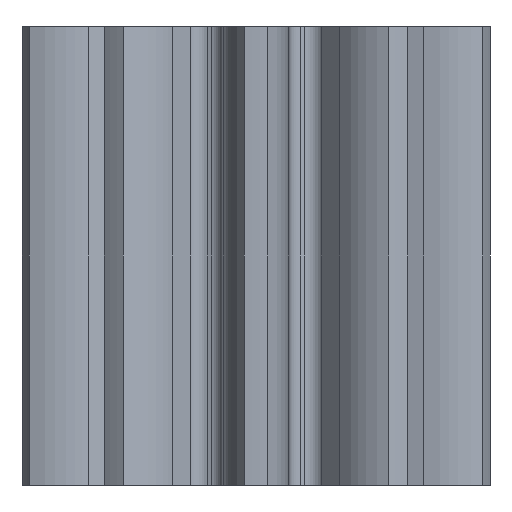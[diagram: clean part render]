
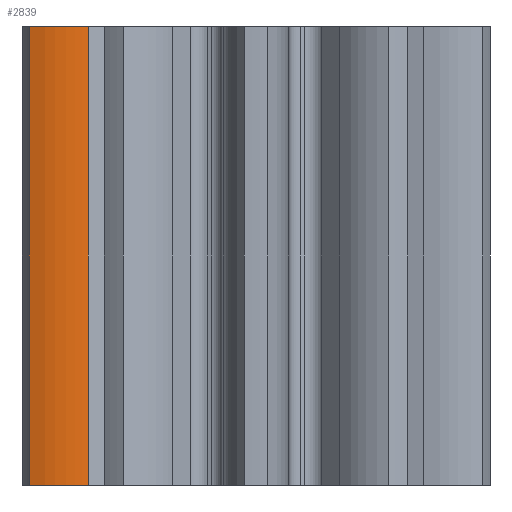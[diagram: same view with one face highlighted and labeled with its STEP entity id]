
A CAD part, front view. The second image highlights one B-rep face of the part: STEP entity #2839.
In plain terms, the highlighted free-form (B-spline) face has degree [3, 1] with [5, 2] control points.
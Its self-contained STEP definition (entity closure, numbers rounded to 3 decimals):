
#291 = CARTESIAN_POINT ( 'NONE',  ( -891.066, 8.824, 0. ) ) ;
#299 = CARTESIAN_POINT ( 'NONE',  ( -891.066, 8.824, 9. ) ) ;
#300 = CARTESIAN_POINT ( 'NONE',  ( -890.871, 8.753, 9. ) ) ;
#304 = CARTESIAN_POINT ( 'NONE',  ( -890.871, 8.753, 0. ) ) ;
#305 = CARTESIAN_POINT ( 'NONE',  ( -890.48, 8.674, 9. ) ) ;
#306 = CARTESIAN_POINT ( 'NONE',  ( -890.088, 8.725, 9. ) ) ;
#307 = CARTESIAN_POINT ( 'NONE',  ( -889.911, 8.773, 9. ) ) ;
#308 = CARTESIAN_POINT ( 'NONE',  ( -889.911, 8.773, 9. ) ) ;
#309 = DIRECTION ( 'NONE',  ( 0., 0., -1. ) ) ;
#321 = CARTESIAN_POINT ( 'NONE',  ( -891.066, 8.824, 9. ) ) ;
#323 = CARTESIAN_POINT ( 'NONE',  ( -890.48, 8.674, 0. ) ) ;
#324 = CARTESIAN_POINT ( 'NONE',  ( -890.088, 8.725, 0. ) ) ;
#325 = CARTESIAN_POINT ( 'NONE',  ( -889.911, 8.773, 0. ) ) ;
#326 = DIRECTION ( 'NONE',  ( 0., 0., -1. ) ) ;
#462 = CARTESIAN_POINT ( 'NONE',  ( -891.066, 8.824, 0. ) ) ;
#464 = CARTESIAN_POINT ( 'NONE',  ( -891.066, 8.824, 9. ) ) ;
#466 = CARTESIAN_POINT ( 'NONE',  ( -890.871, 8.753, 9. ) ) ;
#467 = CARTESIAN_POINT ( 'NONE',  ( -890.871, 8.753, 0. ) ) ;
#468 = CARTESIAN_POINT ( 'NONE',  ( -890.48, 8.674, 9. ) ) ;
#469 = CARTESIAN_POINT ( 'NONE',  ( -890.48, 8.674, 0. ) ) ;
#470 = CARTESIAN_POINT ( 'NONE',  ( -890.088, 8.725, 9. ) ) ;
#471 = CARTESIAN_POINT ( 'NONE',  ( -890.088, 8.725, 0. ) ) ;
#472 = CARTESIAN_POINT ( 'NONE',  ( -889.911, 8.773, 9. ) ) ;
#473 = CARTESIAN_POINT ( 'NONE',  ( -889.911, 8.773, 0. ) ) ;
#762 = B_SPLINE_CURVE_WITH_KNOTS ( 'NONE', 3,
 ( #299, #300, #305, #306, #307 ),
 .UNSPECIFIED., .F., .F.,
 ( 4, 1, 4 ),
 ( 0., 11.811, 22.208 ),
 .UNSPECIFIED. ) ;
#764 = B_SPLINE_CURVE_WITH_KNOTS ( 'NONE', 3,
 ( #291, #304, #323, #324, #325 ),
 .UNSPECIFIED., .F., .F.,
 ( 4, 1, 4 ),
 ( 0., 11.811, 22.208 ),
 .UNSPECIFIED. ) ;
#784 = B_SPLINE_SURFACE_WITH_KNOTS ( 'NONE', 3, 1, ( 
 ( #464, #462 ),
 ( #466, #467 ),
 ( #468, #469 ),
 ( #470, #471 ),
 ( #472, #473 ) ),
 .UNSPECIFIED., .F., .F., .F.,
 ( 4, 1, 4 ),
 ( 2, 2 ),
 ( 0., 11.811, 22.208 ),
 ( 0., 1. ),
 .UNSPECIFIED. ) ;
#1548 = FACE_OUTER_BOUND ( 'NONE', #3101, .T. ) ;
#1708 = LINE ( 'NONE', #308, #1709 ) ;
#1709 = VECTOR ( 'NONE', #309, 1000. ) ;
#1711 = LINE ( 'NONE', #321, #1714 ) ;
#1714 = VECTOR ( 'NONE', #326, 1000. ) ;
#2066 = CARTESIAN_POINT ( 'NONE',  ( -891.066, 8.824, 0. ) ) ;
#2070 = CARTESIAN_POINT ( 'NONE',  ( -889.911, 8.773, 0. ) ) ;
#2075 = CARTESIAN_POINT ( 'NONE',  ( -891.066, 8.824, 9. ) ) ;
#2077 = CARTESIAN_POINT ( 'NONE',  ( -889.911, 8.773, 9. ) ) ;
#2532 = VERTEX_POINT ( 'NONE', #2066 ) ;
#2536 = VERTEX_POINT ( 'NONE', #2070 ) ;
#2541 = VERTEX_POINT ( 'NONE', #2075 ) ;
#2543 = VERTEX_POINT ( 'NONE', #2077 ) ;
#2839 = ADVANCED_FACE ( 'NONE', ( #1548 ), #784, .F. ) ;
#2942 = EDGE_CURVE ( 'NONE', #2541, #2543, #762, .T. ) ;
#2943 = EDGE_CURVE ( 'NONE', #2543, #2536, #1708, .T. ) ;
#2947 = EDGE_CURVE ( 'NONE', #2532, #2536, #764, .T. ) ;
#2948 = EDGE_CURVE ( 'NONE', #2541, #2532, #1711, .T. ) ;
#3101 = EDGE_LOOP ( 'NONE', ( #3334, #3333, #3337, #3182 ) ) ;
#3182 = ORIENTED_EDGE ( 'NONE', *, *, #2948, .T. ) ;
#3333 = ORIENTED_EDGE ( 'NONE', *, *, #2943, .F. ) ;
#3334 = ORIENTED_EDGE ( 'NONE', *, *, #2947, .T. ) ;
#3337 = ORIENTED_EDGE ( 'NONE', *, *, #2942, .F. ) ;
